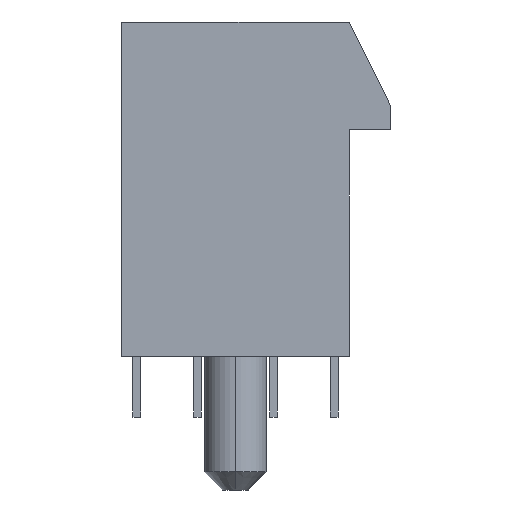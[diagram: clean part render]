
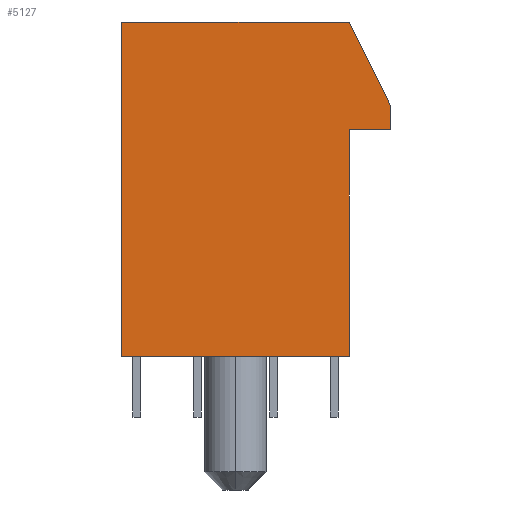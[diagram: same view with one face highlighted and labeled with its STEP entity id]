
A CAD part, left-side view. The second image highlights one B-rep face of the part: STEP entity #5127.
In plain terms, the highlighted planar face has unit normal (-1, 0, 0).
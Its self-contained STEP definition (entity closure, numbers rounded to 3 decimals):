
#134=DIRECTION('',(0.,0.,-1.));
#135=VECTOR('',#134,7.45);
#136=CARTESIAN_POINT('',(-12.5,-3.75,-3.55));
#137=LINE('',#136,#135);
#138=DIRECTION('',(0.,1.,0.));
#139=VECTOR('',#138,7.5);
#140=CARTESIAN_POINT('',(-12.5,-3.75,-11.));
#141=LINE('',#140,#139);
#142=DIRECTION('',(0.,0.,1.));
#143=VECTOR('',#142,11.);
#144=CARTESIAN_POINT('',(-12.5,3.75,-11.));
#145=LINE('',#144,#143);
#146=DIRECTION('',(0.,-1.,0.));
#147=VECTOR('',#146,7.5);
#148=CARTESIAN_POINT('',(-12.5,3.75,0.));
#149=LINE('',#148,#147);
#150=DIRECTION('',(0.,-0.441,-0.898));
#151=VECTOR('',#150,3.063);
#152=CARTESIAN_POINT('',(-12.5,-3.75,0.));
#153=LINE('',#152,#151);
#154=DIRECTION('',(0.,0.,-1.));
#155=VECTOR('',#154,0.8);
#156=CARTESIAN_POINT('',(-12.5,-5.1,-2.75));
#157=LINE('',#156,#155);
#158=DIRECTION('',(0.,1.,0.));
#159=VECTOR('',#158,1.35);
#160=CARTESIAN_POINT('',(-12.5,-5.1,-3.55));
#161=LINE('',#160,#159);
#3910=CARTESIAN_POINT('',(-12.5,-3.75,-3.55));
#3911=CARTESIAN_POINT('',(-12.5,-3.75,-11.));
#3912=VERTEX_POINT('',#3910);
#3913=VERTEX_POINT('',#3911);
#3914=CARTESIAN_POINT('',(-12.5,3.75,-11.));
#3915=VERTEX_POINT('',#3914);
#3916=CARTESIAN_POINT('',(-12.5,3.75,0.));
#3917=VERTEX_POINT('',#3916);
#3918=CARTESIAN_POINT('',(-12.5,-3.75,0.));
#3919=VERTEX_POINT('',#3918);
#3920=CARTESIAN_POINT('',(-12.5,-5.1,-2.75));
#3921=VERTEX_POINT('',#3920);
#3922=CARTESIAN_POINT('',(-12.5,-5.1,-3.55));
#3923=VERTEX_POINT('',#3922);
#5106=CARTESIAN_POINT('',(-12.5,0.,0.));
#5107=DIRECTION('',(1.,0.,0.));
#5108=DIRECTION('',(0.,0.,-1.));
#5109=AXIS2_PLACEMENT_3D('',#5106,#5107,#5108);
#5110=PLANE('',#5109);
#5112=ORIENTED_EDGE('',*,*,#5111,.T.);
#5114=ORIENTED_EDGE('',*,*,#5113,.T.);
#5116=ORIENTED_EDGE('',*,*,#5115,.T.);
#5118=ORIENTED_EDGE('',*,*,#5117,.T.);
#5120=ORIENTED_EDGE('',*,*,#5119,.T.);
#5122=ORIENTED_EDGE('',*,*,#5121,.T.);
#5124=ORIENTED_EDGE('',*,*,#5123,.T.);
#5125=EDGE_LOOP('',(#5112,#5114,#5116,#5118,#5120,#5122,#5124));
#5126=FACE_OUTER_BOUND('',#5125,.F.);
#5111=EDGE_CURVE('',#3912,#3913,#137,.T.);
#5113=EDGE_CURVE('',#3913,#3915,#141,.T.);
#5115=EDGE_CURVE('',#3915,#3917,#145,.T.);
#5117=EDGE_CURVE('',#3917,#3919,#149,.T.);
#5119=EDGE_CURVE('',#3919,#3921,#153,.T.);
#5121=EDGE_CURVE('',#3921,#3923,#157,.T.);
#5123=EDGE_CURVE('',#3923,#3912,#161,.T.);
#5127=ADVANCED_FACE('',(#5126),#5110,.F.);
